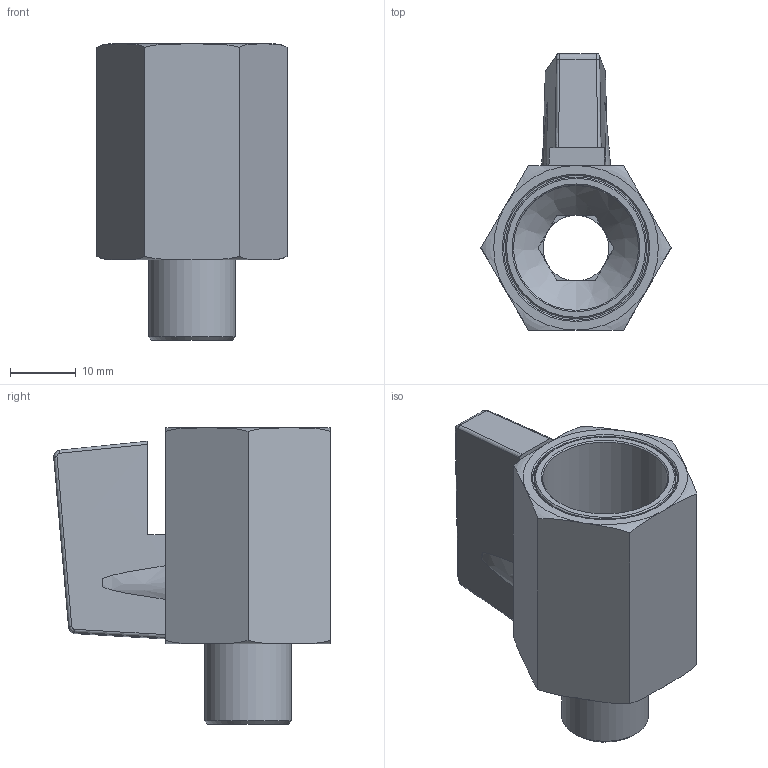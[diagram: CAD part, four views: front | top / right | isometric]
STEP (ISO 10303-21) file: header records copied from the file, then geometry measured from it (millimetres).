
FILE_DESCRIPTION(/* description */ ('Alibre Inc.'),/* implementation_level */ '2;1');
FILE_NAME(/* name */ 'export-E53CB621-A57C-4B1F-9209-02DFFFCD4BE9',/* time_stamp */ '2020-12-08T11:28:05+01:00',/* author */ (''),/* organization */ (''),/* preprocessor_version */ 'ST-DEVELOPER v17',/* originating_system */ 'Alibre',/* authorisation */ '');
FILE_SCHEMA (('AUTOMOTIVE_DESIGN'));
Length unit declared in the file: millimetre
Bounding box: 28.87 x 42.02 x 45 mm (x, y, z)
Volume: 15522.8 mm3; surface area: 7995.5 mm2
Topology: 3 solids, 4 shells, 110 faces, 264 edges, 167 vertices
Faces by surface type: plane 49, bspline 21, cylinder 16, torus 14, cone 9, sphere 1
Full cylindrical faces by diameter (mm): 0.239 x1, 2.5 x1, 3 x1, 5.4 x1, 5.5 x1, 10 x1, 13.157 x1, 19 x1, 21.5 x1, 22 x1
Entity records: 5826 total; most frequent: CARTESIAN_POINT 3524, ORIENTED_EDGE 492, DIRECTION 344, EDGE_CURVE 246, VERTEX_POINT 166, AXIS2_PLACEMENT_3D 163, FACE_BOUND 134, EDGE_LOOP 133
